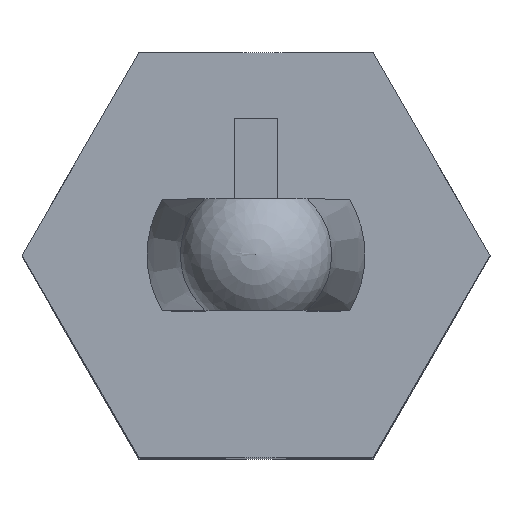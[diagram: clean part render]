
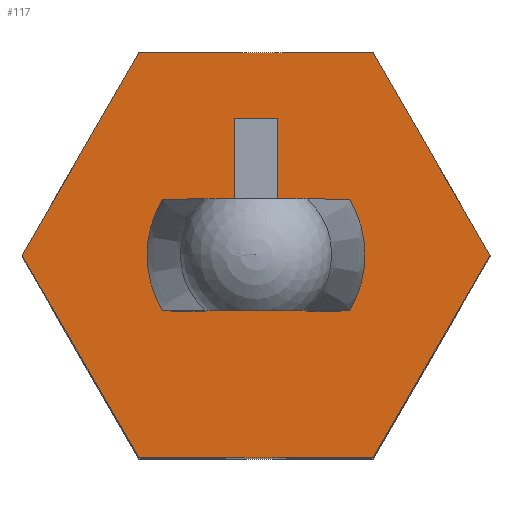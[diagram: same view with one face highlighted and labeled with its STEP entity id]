
A CAD part, top view. The second image highlights one B-rep face of the part: STEP entity #117.
In plain terms, the highlighted planar face has unit normal (0, 0, 1).
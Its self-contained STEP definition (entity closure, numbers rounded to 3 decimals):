
#117 = ADVANCED_FACE( '', ( #273, #274, #275 ), #276, .F. );
#273 = FACE_BOUND( '', #469, .T. );
#274 = FACE_BOUND( '', #470, .T. );
#275 = FACE_OUTER_BOUND( '', #471, .T. );
#276 = PLANE( '', #472 );
#469 = EDGE_LOOP( '', ( #756, #757, #758, #759 ) );
#470 = EDGE_LOOP( '', ( #760, #761, #762, #763 ) );
#471 = EDGE_LOOP( '', ( #764, #765, #766, #767, #768, #769 ) );
#472 = AXIS2_PLACEMENT_3D( '', #770, #771, #772 );
#756 = ORIENTED_EDGE( '', *, *, #1248, .T. );
#757 = ORIENTED_EDGE( '', *, *, #1249, .T. );
#758 = ORIENTED_EDGE( '', *, *, #1250, .T. );
#759 = ORIENTED_EDGE( '', *, *, #1166, .T. );
#760 = ORIENTED_EDGE( '', *, *, #1227, .T. );
#761 = ORIENTED_EDGE( '', *, *, #1251, .T. );
#762 = ORIENTED_EDGE( '', *, *, #1252, .F. );
#763 = ORIENTED_EDGE( '', *, *, #1253, .T. );
#764 = ORIENTED_EDGE( '', *, *, #1254, .F. );
#765 = ORIENTED_EDGE( '', *, *, #1255, .F. );
#766 = ORIENTED_EDGE( '', *, *, #1256, .F. );
#767 = ORIENTED_EDGE( '', *, *, #1257, .F. );
#768 = ORIENTED_EDGE( '', *, *, #1258, .F. );
#769 = ORIENTED_EDGE( '', *, *, #1212, .F. );
#770 = CARTESIAN_POINT( '', ( 0., 0., 16. ) );
#771 = DIRECTION( '', ( 0., 0., -1. ) );
#772 = DIRECTION( '', ( -1., 0., 0. ) );
#1166 = EDGE_CURVE( '', #1384, #1385, #1386, .T. );
#1212 = EDGE_CURVE( '', #1460, #1462, #1463, .T. );
#1227 = EDGE_CURVE( '', #1487, #1485, #1488, .T. );
#1248 = EDGE_CURVE( '', #1385, #1520, #1521, .T. );
#1249 = EDGE_CURVE( '', #1520, #1522, #1523, .T. );
#1250 = EDGE_CURVE( '', #1522, #1384, #1524, .T. );
#1251 = EDGE_CURVE( '', #1485, #1525, #1526, .T. );
#1252 = EDGE_CURVE( '', #1527, #1525, #1528, .T. );
#1253 = EDGE_CURVE( '', #1527, #1487, #1529, .T. );
#1254 = EDGE_CURVE( '', #1530, #1460, #1531, .T. );
#1255 = EDGE_CURVE( '', #1532, #1530, #1533, .T. );
#1256 = EDGE_CURVE( '', #1534, #1532, #1535, .T. );
#1257 = EDGE_CURVE( '', #1536, #1534, #1537, .T. );
#1258 = EDGE_CURVE( '', #1462, #1536, #1538, .T. );
#1384 = VERTEX_POINT( '', #1698 );
#1385 = VERTEX_POINT( '', #1699 );
#1386 = CIRCLE( '', #1700, 2. );
#1460 = VERTEX_POINT( '', #1814 );
#1462 = VERTEX_POINT( '', #1817 );
#1463 = LINE( '', #1818, #1819 );
#1485 = VERTEX_POINT( '', #1849 );
#1487 = VERTEX_POINT( '', #1857 );
#1488 = CIRCLE( '', #1858, 2. );
#1520 = VERTEX_POINT( '', #1910 );
#1521 = LINE( '', #1911, #1912 );
#1522 = VERTEX_POINT( '', #1913 );
#1523 = LINE( '', #1914, #1915 );
#1524 = LINE( '', #1916, #1917 );
#1525 = VERTEX_POINT( '', #1918 );
#1526 = LINE( '', #1919, #1920 );
#1527 = VERTEX_POINT( '', #1921 );
#1528 = LINE( '', #1922, #1923 );
#1529 = LINE( '', #1924, #1925 );
#1530 = VERTEX_POINT( '', #1926 );
#1531 = LINE( '', #1927, #1928 );
#1532 = VERTEX_POINT( '', #1929 );
#1533 = LINE( '', #1930, #1931 );
#1534 = VERTEX_POINT( '', #1932 );
#1535 = LINE( '', #1933, #1934 );
#1536 = VERTEX_POINT( '', #1935 );
#1537 = LINE( '', #1936, #1937 );
#1538 = LINE( '', #1938, #1939 );
#1698 = CARTESIAN_POINT( '', ( 1.67, 1.1, 16. ) );
#1699 = CARTESIAN_POINT( '', ( 1.67, -1.1, 16. ) );
#1700 = AXIS2_PLACEMENT_3D( '', #2186, #2187, #2188 );
#1814 = CARTESIAN_POINT( '', ( 2.309, -4., 16. ) );
#1817 = CARTESIAN_POINT( '', ( -2.309, -4., 16. ) );
#1818 = CARTESIAN_POINT( '', ( 2.309, -4., 16. ) );
#1819 = VECTOR( '', #2239, 1000. );
#1849 = CARTESIAN_POINT( '', ( -1.67, 1.1, 16. ) );
#1857 = CARTESIAN_POINT( '', ( -1.67, -1.1, 16. ) );
#1858 = AXIS2_PLACEMENT_3D( '', #2254, #2255, #2256 );
#1910 = CARTESIAN_POINT( '', ( 1., -1.1, 16. ) );
#1911 = CARTESIAN_POINT( '', ( 2.15, -1.1, 16. ) );
#1912 = VECTOR( '', #2277, 1000. );
#1913 = CARTESIAN_POINT( '', ( 1., 1.1, 16. ) );
#1914 = CARTESIAN_POINT( '', ( 1., -1.1, 16. ) );
#1915 = VECTOR( '', #2278, 1000. );
#1916 = CARTESIAN_POINT( '', ( -2.15, 1.1, 16. ) );
#1917 = VECTOR( '', #2279, 1000. );
#1918 = CARTESIAN_POINT( '', ( -1., 1.1, 16. ) );
#1919 = CARTESIAN_POINT( '', ( -2.15, 1.1, 16. ) );
#1920 = VECTOR( '', #2280, 1000. );
#1921 = CARTESIAN_POINT( '', ( -1., -1.1, 16. ) );
#1922 = CARTESIAN_POINT( '', ( -1., -1.1, 16. ) );
#1923 = VECTOR( '', #2281, 1000. );
#1924 = CARTESIAN_POINT( '', ( 2.15, -1.1, 16. ) );
#1925 = VECTOR( '', #2282, 1000. );
#1926 = CARTESIAN_POINT( '', ( 4.619, 0., 16. ) );
#1927 = CARTESIAN_POINT( '', ( 4.619, 0., 16. ) );
#1928 = VECTOR( '', #2283, 1000. );
#1929 = CARTESIAN_POINT( '', ( 2.309, 4., 16. ) );
#1930 = CARTESIAN_POINT( '', ( 2.309, 4., 16. ) );
#1931 = VECTOR( '', #2284, 1000. );
#1932 = CARTESIAN_POINT( '', ( -2.309, 4., 16. ) );
#1933 = CARTESIAN_POINT( '', ( -2.309, 4., 16. ) );
#1934 = VECTOR( '', #2285, 1000. );
#1935 = CARTESIAN_POINT( '', ( -4.619, 0., 16. ) );
#1936 = CARTESIAN_POINT( '', ( -2.309, 4., 16. ) );
#1937 = VECTOR( '', #2286, 1000. );
#1938 = CARTESIAN_POINT( '', ( -4.619, 0., 16. ) );
#1939 = VECTOR( '', #2287, 1000. );
#2186 = CARTESIAN_POINT( '', ( 0., 0., 16. ) );
#2187 = DIRECTION( '', ( 0., 0., -1. ) );
#2188 = DIRECTION( '', ( -1., 0., 0. ) );
#2239 = DIRECTION( '', ( -1., 0., 0. ) );
#2254 = CARTESIAN_POINT( '', ( 0., 0., 16. ) );
#2255 = DIRECTION( '', ( 0., 0., -1. ) );
#2256 = DIRECTION( '', ( -1., 0., 0. ) );
#2277 = DIRECTION( '', ( -1., 0., 0. ) );
#2278 = DIRECTION( '', ( 0., 1., 0. ) );
#2279 = DIRECTION( '', ( 1., 0., 0. ) );
#2280 = DIRECTION( '', ( 1., 0., 0. ) );
#2281 = DIRECTION( '', ( 0., 1., 0. ) );
#2282 = DIRECTION( '', ( -1., 0., 0. ) );
#2283 = DIRECTION( '', ( -0.5, -0.866, 0. ) );
#2284 = DIRECTION( '', ( 0.5, -0.866, 0. ) );
#2285 = DIRECTION( '', ( 1., 0., 0. ) );
#2286 = DIRECTION( '', ( 0.5, 0.866, 0. ) );
#2287 = DIRECTION( '', ( -0.5, 0.866, 0. ) );
